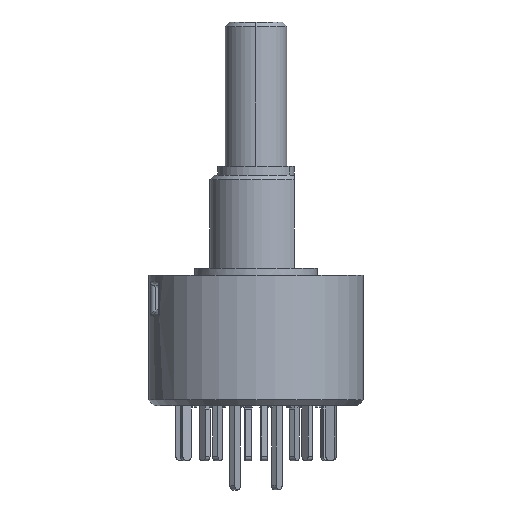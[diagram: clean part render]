
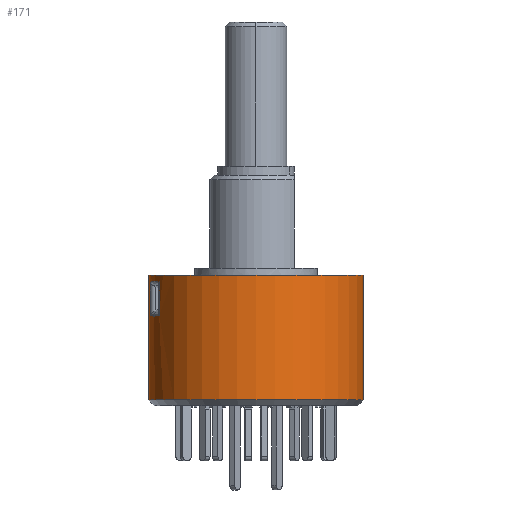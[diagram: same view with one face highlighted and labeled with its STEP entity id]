
A CAD part, left-side view. The second image highlights one B-rep face of the part: STEP entity #171.
In plain terms, the highlighted cylindrical face has radius 7 mm (diameter 14 mm), a partial arc.
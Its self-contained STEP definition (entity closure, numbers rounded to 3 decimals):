
#171 = ADVANCED_FACE ( 'NONE', ( #8231, #8620 ), #626, .T. ) ;
#197 = LINE ( 'NONE', #9867, #9379 ) ;
#357 = CARTESIAN_POINT ( 'NONE',  ( -3.036, 6.308, -0.888 ) ) ;
#413 = CARTESIAN_POINT ( 'NONE',  ( -3.036, 6.308, -3.094 ) ) ;
#626 = CYLINDRICAL_SURFACE ( 'NONE', #12027, 7. ) ;
#655 = LINE ( 'NONE', #1304, #1243 ) ;
#1001 = CARTESIAN_POINT ( 'NONE',  ( -3.036, 6.308, -0.45 ) ) ;
#1243 = VECTOR ( 'NONE', #3813, 1000. ) ;
#1304 = CARTESIAN_POINT ( 'NONE',  ( -1.252, 6.887, -0.45 ) ) ;
#1579 =( BOUNDED_CURVE ( )  B_SPLINE_CURVE ( 3, ( #11947, #10812, #3341, #4581 ),
 .UNSPECIFIED., .F., .F. ) 
 B_SPLINE_CURVE_WITH_KNOTS ( ( 4, 4 ),
 ( 0., 0.134 ),
 .UNSPECIFIED. ) 
 CURVE ( )  GEOMETRIC_REPRESENTATION_ITEM ( )  RATIONAL_B_SPLINE_CURVE ( ( 1., 0.998, 0.998, 1. ) ) 
 REPRESENTATION_ITEM ( '' )  );
#1637 = AXIS2_PLACEMENT_3D ( 'NONE', #13514, #16005, #2297 ) ;
#1778 = CARTESIAN_POINT ( 'NONE',  ( -1.252, 6.887, -0.888 ) ) ;
#1785 = VERTEX_POINT ( 'NONE', #5689 ) ;
#2126 = EDGE_CURVE ( 'NONE', #14881, #3014, #4159, .T. ) ;
#2297 = DIRECTION ( 'NONE',  ( 0., -1., 0. ) ) ;
#2393 = ORIENTED_EDGE ( 'NONE', *, *, #9741, .T. ) ;
#2409 = CARTESIAN_POINT ( 'NONE',  ( 0., 7., -0.45 ) ) ;
#2484 = CARTESIAN_POINT ( 'NONE',  ( 0., -7., -0.45 ) ) ;
#3014 = VERTEX_POINT ( 'NONE', #2484 ) ;
#3256 = CIRCLE ( 'NONE', #1637, 7. ) ;
#3341 = CARTESIAN_POINT ( 'NONE',  ( -1.56, 6.831, -3.117 ) ) ;
#3813 = DIRECTION ( 'NONE',  ( 0., 0., 1. ) ) ;
#4094 = ORIENTED_EDGE ( 'NONE', *, *, #15274, .T. ) ;
#4159 = CIRCLE ( 'NONE', #6002, 7. ) ;
#4291 = VERTEX_POINT ( 'NONE', #5771 ) ;
#4307 = CARTESIAN_POINT ( 'NONE',  ( -1.871, 6.775, -0.841 ) ) ;
#4581 = CARTESIAN_POINT ( 'NONE',  ( -1.252, 6.887, -3.094 ) ) ;
#4601 = CARTESIAN_POINT ( 'NONE',  ( -2.163, 6.657, -3.129 ) ) ;
#4653 = VECTOR ( 'NONE', #13636, 1000. ) ;
#4701 = EDGE_LOOP ( 'NONE', ( #7581, #15840, #2393, #4094 ) ) ;
#4893 = LINE ( 'NONE', #1001, #5858 ) ;
#4951 = VERTEX_POINT ( 'NONE', #4601 ) ;
#5165 = CARTESIAN_POINT ( 'NONE',  ( 0., 7., -8.574 ) ) ;
#5182 = CARTESIAN_POINT ( 'NONE',  ( -2.462, 6.56, -3.129 ) ) ;
#5359 = EDGE_CURVE ( 'NONE', #4951, #1785, #1579, .T. ) ;
#5469 = DIRECTION ( 'NONE',  ( 0., 0., -1. ) ) ;
#5536 = CARTESIAN_POINT ( 'NONE',  ( -3.036, 6.308, -0.888 ) ) ;
#5568 = DIRECTION ( 'NONE',  ( 0., 1., 0. ) ) ;
#5689 = CARTESIAN_POINT ( 'NONE',  ( -1.252, 6.887, -3.094 ) ) ;
#5771 = CARTESIAN_POINT ( 'NONE',  ( 0., -7., -8.574 ) ) ;
#5858 = VECTOR ( 'NONE', #10998, 1000. ) ;
#6002 = AXIS2_PLACEMENT_3D ( 'NONE', #15032, #10071, #6386 ) ;
#6378 = CARTESIAN_POINT ( 'NONE',  ( -2.753, 6.444, -3.117 ) ) ;
#6386 = DIRECTION ( 'NONE',  ( 0., -1., 0. ) ) ;
#7207 = CARTESIAN_POINT ( 'NONE',  ( -1.252, 6.887, -0.888 ) ) ;
#7581 = ORIENTED_EDGE ( 'NONE', *, *, #9042, .F. ) ;
#8231 = FACE_OUTER_BOUND ( 'NONE', #4701, .T. ) ;
#8306 = CARTESIAN_POINT ( 'NONE',  ( 0., 7., -0.45 ) ) ;
#8620 = FACE_BOUND ( 'NONE', #11090, .T. ) ;
#8839 = VERTEX_POINT ( 'NONE', #413 ) ;
#9032 = EDGE_CURVE ( 'NONE', #10368, #8839, #4893, .T. ) ;
#9042 = EDGE_CURVE ( 'NONE', #3014, #4291, #197, .T. ) ;
#9078 = CARTESIAN_POINT ( 'NONE',  ( -2.469, 6.58, -0.841 ) ) ;
#9379 = VECTOR ( 'NONE', #13432, 1000. ) ;
#9452 = ORIENTED_EDGE ( 'NONE', *, *, #5359, .T. ) ;
#9741 = EDGE_CURVE ( 'NONE', #14881, #11462, #15759, .T. ) ;
#9867 = CARTESIAN_POINT ( 'NONE',  ( 0., -7., -0.45 ) ) ;
#10071 = DIRECTION ( 'NONE',  ( 0., 0., 1. ) ) ;
#10368 = VERTEX_POINT ( 'NONE', #5536 ) ;
#10812 = CARTESIAN_POINT ( 'NONE',  ( -1.865, 6.754, -3.129 ) ) ;
#10998 = DIRECTION ( 'NONE',  ( 0., 0., -1. ) ) ;
#11090 = EDGE_LOOP ( 'NONE', ( #13309, #9452, #12020, #11158, #14931 ) ) ;
#11157 = EDGE_CURVE ( 'NONE', #8839, #4951, #14625, .T. ) ;
#11158 = ORIENTED_EDGE ( 'NONE', *, *, #13110, .T. ) ;
#11452 = CARTESIAN_POINT ( 'NONE',  ( -2.163, 6.657, -3.129 ) ) ;
#11462 = VERTEX_POINT ( 'NONE', #5165 ) ;
#11947 = CARTESIAN_POINT ( 'NONE',  ( -2.163, 6.657, -3.129 ) ) ;
#12020 = ORIENTED_EDGE ( 'NONE', *, *, #15822, .T. ) ;
#12027 = AXIS2_PLACEMENT_3D ( 'NONE', #13049, #5469, #5568 ) ;
#13049 = CARTESIAN_POINT ( 'NONE',  ( 0., 0., -0.45 ) ) ;
#13110 = EDGE_CURVE ( 'NONE', #15354, #10368, #14576, .T. ) ;
#13309 = ORIENTED_EDGE ( 'NONE', *, *, #11157, .T. ) ;
#13432 = DIRECTION ( 'NONE',  ( 0., 0., -1. ) ) ;
#13514 = CARTESIAN_POINT ( 'NONE',  ( 0., 0., -8.574 ) ) ;
#13636 = DIRECTION ( 'NONE',  ( 0., 0., -1. ) ) ;
#13857 = CARTESIAN_POINT ( 'NONE',  ( -3.036, 6.308, -3.094 ) ) ;
#14576 =( BOUNDED_CURVE ( )  B_SPLINE_CURVE ( 3, ( #1778, #4307, #9078, #357 ),
 .UNSPECIFIED., .F., .F. ) 
 B_SPLINE_CURVE_WITH_KNOTS ( ( 4, 4 ),
 ( 3.007, 3.276 ),
 .UNSPECIFIED. ) 
 CURVE ( )  GEOMETRIC_REPRESENTATION_ITEM ( )  RATIONAL_B_SPLINE_CURVE ( ( 1., 0.994, 0.994, 1. ) ) 
 REPRESENTATION_ITEM ( '' )  );
#14625 =( BOUNDED_CURVE ( )  B_SPLINE_CURVE ( 3, ( #13857, #6378, #5182, #11452 ),
 .UNSPECIFIED., .F., .F. ) 
 B_SPLINE_CURVE_WITH_KNOTS ( ( 4, 4 ),
 ( 6.149, 6.283 ),
 .UNSPECIFIED. ) 
 CURVE ( )  GEOMETRIC_REPRESENTATION_ITEM ( )  RATIONAL_B_SPLINE_CURVE ( ( 1., 0.998, 0.998, 1. ) ) 
 REPRESENTATION_ITEM ( '' )  );
#14881 = VERTEX_POINT ( 'NONE', #8306 ) ;
#14931 = ORIENTED_EDGE ( 'NONE', *, *, #9032, .T. ) ;
#15032 = CARTESIAN_POINT ( 'NONE',  ( 0., 0., -0.45 ) ) ;
#15274 = EDGE_CURVE ( 'NONE', #11462, #4291, #3256, .T. ) ;
#15354 = VERTEX_POINT ( 'NONE', #7207 ) ;
#15759 = LINE ( 'NONE', #2409, #4653 ) ;
#15822 = EDGE_CURVE ( 'NONE', #1785, #15354, #655, .T. ) ;
#15840 = ORIENTED_EDGE ( 'NONE', *, *, #2126, .F. ) ;
#16005 = DIRECTION ( 'NONE',  ( 0., 0., 1. ) ) ;
